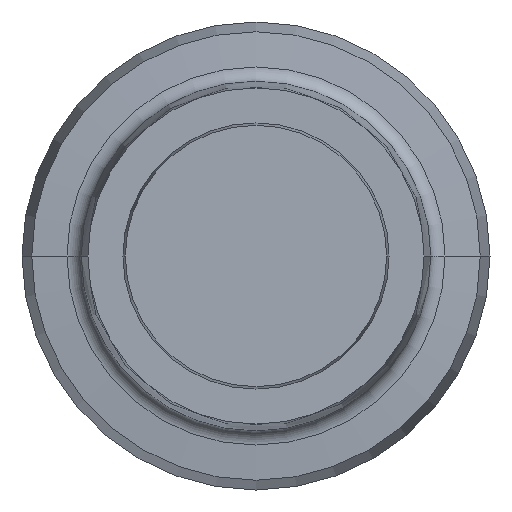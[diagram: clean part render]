
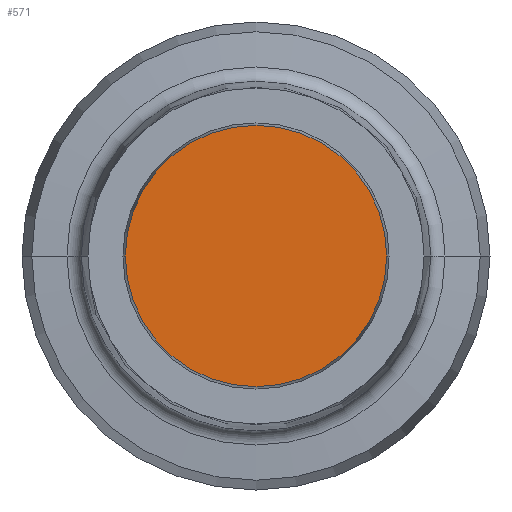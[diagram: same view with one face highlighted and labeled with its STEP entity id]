
A CAD part, left-side view. The second image highlights one B-rep face of the part: STEP entity #571.
In plain terms, the highlighted planar face has unit normal (-1, 0, 0).
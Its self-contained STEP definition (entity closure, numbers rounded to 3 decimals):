
#146=CARTESIAN_POINT('',(-15.,0.,0.));
#147=DIRECTION('',(-1.,0.,0.));
#148=DIRECTION('',(0.,1.,0.));
#149=AXIS2_PLACEMENT_3D('',#146,#147,#148);
#151=CARTESIAN_POINT('',(-15.,0.,0.));
#152=DIRECTION('',(1.,0.,0.));
#153=DIRECTION('',(0.,1.,0.));
#154=AXIS2_PLACEMENT_3D('',#151,#152,#153);
#283=CARTESIAN_POINT('',(-15.,3.351,0.));
#284=VERTEX_POINT('',#283);
#297=CARTESIAN_POINT('',(-15.,-3.351,0.));
#298=VERTEX_POINT('',#297);
#562=CARTESIAN_POINT('',(-15.,0.,0.));
#563=DIRECTION('',(1.,0.,0.));
#564=DIRECTION('',(0.,-1.,0.));
#565=AXIS2_PLACEMENT_3D('',#562,#563,#564);
#566=PLANE('',#565);
#567=ORIENTED_EDGE('',*,*,#541,.F.);
#568=ORIENTED_EDGE('',*,*,#557,.T.);
#569=EDGE_LOOP('',(#567,#568));
#570=FACE_OUTER_BOUND('',#569,.F.);
#571=ADVANCED_FACE('',(#570),#566,.F.);
#150=CIRCLE('',#149,3.351);
#155=CIRCLE('',#154,3.351);
#541=EDGE_CURVE('',#284,#298,#150,.T.);
#557=EDGE_CURVE('',#284,#298,#155,.T.);
